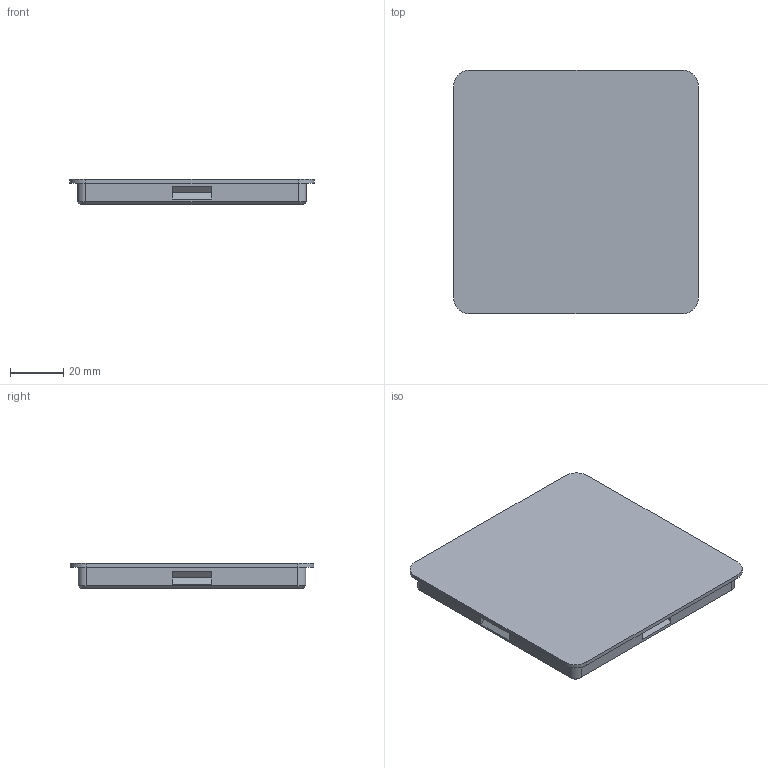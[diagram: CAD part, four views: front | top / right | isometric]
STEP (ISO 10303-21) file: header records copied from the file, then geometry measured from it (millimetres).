
FILE_DESCRIPTION(/* description */ (''),/* implementation_level */ '2;1');
FILE_NAME(/* name */ 'podstavec.stp',/* time_stamp */ '2026-02-24T10:01:33+01:00',/* author */ ('stepa'),/* organization */ (''),/* preprocessor_version */ 'ST-DEVELOPER v20.1',/* originating_system */ 'Autodesk Inventor 2026',/* authorisation */ '');
FILE_SCHEMA (('AUTOMOTIVE_DESIGN { 1 0 10303 214 3 1 1 }'));
Length unit declared in the file: millimetre
Products named in the file (1): podstavec
Bounding box: 92 x 91.5 x 9.5 mm (x, y, z)
Volume: 36889.3 mm3; surface area: 22508.3 mm2
Topology: 1 solids, 1 shells, 597 faces, 1577 edges, 1046 vertices
Faces by surface type: plane 292, bspline 285, cylinder 16, cone 4
Entity records: 19104 total; most frequent: CARTESIAN_POINT 6182, ORIENTED_EDGE 3154, DIRECTION 1681, EDGE_CURVE 1577, VERTEX_POINT 1046, LINE 975, VECTOR 975, EDGE_LOOP 661
